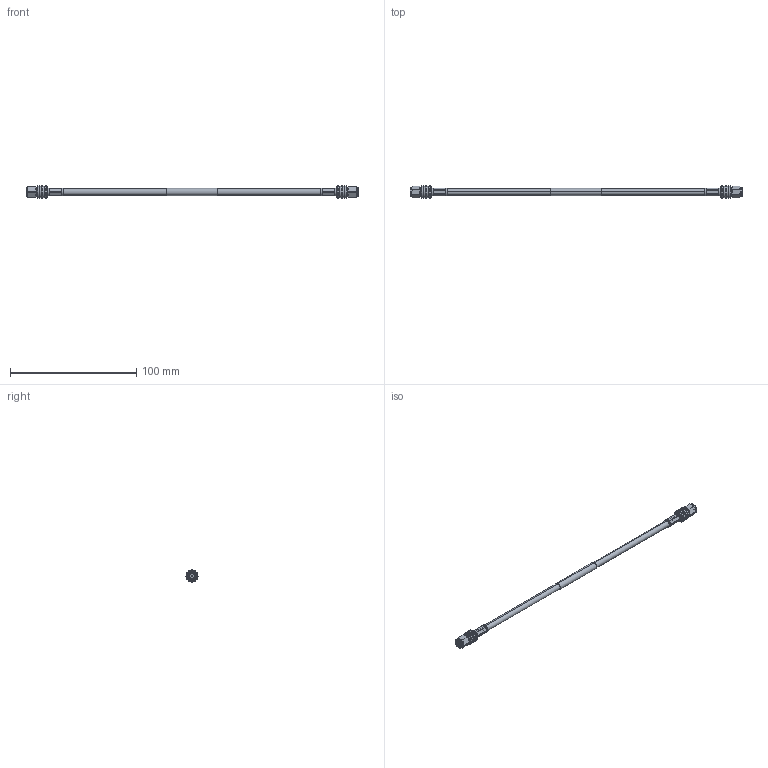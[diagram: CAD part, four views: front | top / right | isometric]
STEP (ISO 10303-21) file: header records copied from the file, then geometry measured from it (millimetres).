
FILE_DESCRIPTION (( 'STEP AP214' ), '1' );
FILE_NAME ('FMCA1074-0002_3D.step', '2023-02-23T03:18:24', ( '' ), ( '' ), 'SwSTEP 2.0', 'SolidWorks 2022', '' );
FILE_SCHEMA (( 'AUTOMOTIVE_DESIGN' ));
Length unit declared in the file: inch
Products named in the file (6): Copy of TC-195-SM-SS-X_c-contact^TC-195-SM-SS-X_FMCA1074-0002; Copy of TC-195-SM-SS-X_ferrule^TC-195-SM-SS-X_FMCA1074-0002_crimped .213 hex; FMCA1074-0002_3D; LMR-195^FMCA1074-0002; TC-195-SM-SS-X^FMCA1074-0002_crimped .213 hex; Copy of TC-195-SM-SS-X_body^TC-195-SM-SS-X_FMCA1074-0002
Assembly tree (6 placements, depth 3):
  FMCA1074-0002_3D
    LMR-195^FMCA1074-0002
    TC-195-SM-SS-X^FMCA1074-0002_crimped .213 hex  x2
      Copy of TC-195-SM-SS-X_body^TC-195-SM-SS-X_FMCA1074-0002
      Copy of TC-195-SM-SS-X_c-contact^TC-195-SM-SS-X_FMCA1074-0002
      Copy of TC-195-SM-SS-X_ferrule^TC-195-SM-SS-X_FMCA1074-0002_crimped .213 hex
Bounding box: 262.59 x 9.53 x 9.53 mm (x, y, z)
Volume: 6215 mm3; surface area: 7975.4 mm2
Topology: 8 solids, 8 shells, 350 faces, 740 edges, 448 vertices
Faces by surface type: cylinder 124, cone 108, plane 102, torus 12, sphere 4
Entity records: 5320 total; most frequent: DIRECTION 949, CARTESIAN_POINT 945, ORIENTED_EDGE 754, AXIS2_PLACEMENT_3D 398, EDGE_CURVE 377, VERTEX_POINT 230, EDGE_LOOP 209, CIRCLE 208
